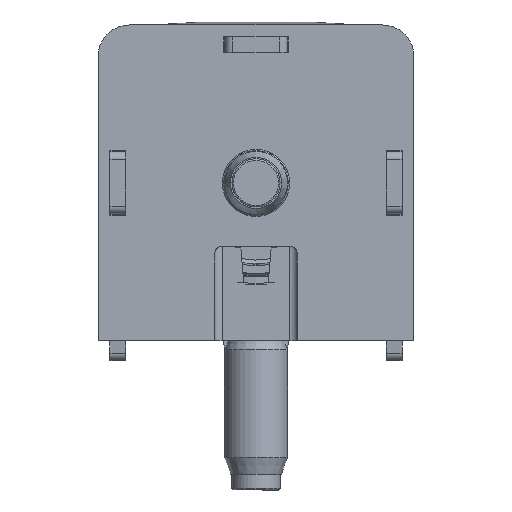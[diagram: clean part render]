
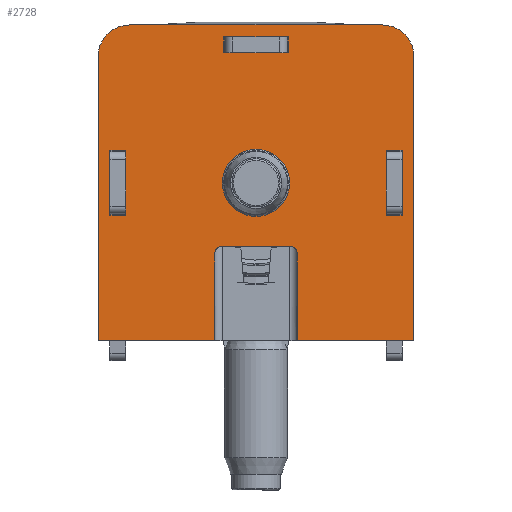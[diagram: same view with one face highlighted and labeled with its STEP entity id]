
A CAD part, left-side view. The second image highlights one B-rep face of the part: STEP entity #2728.
In plain terms, the highlighted planar face has unit normal (-1, 0, 0).
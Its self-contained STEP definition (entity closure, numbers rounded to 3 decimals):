
#13=LINE('',#4235,#167);
#14=LINE('',#4239,#168);
#15=LINE('',#4241,#169);
#16=LINE('',#4243,#170);
#17=LINE('',#4247,#171);
#18=LINE('',#4251,#172);
#19=LINE('',#4253,#173);
#20=LINE('',#4254,#174);
#21=LINE('',#4257,#175);
#22=LINE('',#4259,#176);
#23=LINE('',#4261,#177);
#24=LINE('',#4262,#178);
#25=LINE('',#4265,#179);
#26=LINE('',#4267,#180);
#27=LINE('',#4269,#181);
#28=LINE('',#4270,#182);
#29=LINE('',#4273,#183);
#30=LINE('',#4275,#184);
#31=LINE('',#4277,#185);
#32=LINE('',#4278,#186);
#167=VECTOR('',#3334,32.);
#168=VECTOR('',#3337,36.);
#169=VECTOR('',#3338,14.75);
#170=VECTOR('',#3339,11.);
#171=VECTOR('',#3342,8.5);
#172=VECTOR('',#3345,11.);
#173=VECTOR('',#3346,14.75);
#174=VECTOR('',#3347,36.);
#175=VECTOR('',#3348,8.2);
#176=VECTOR('',#3349,2.);
#177=VECTOR('',#3350,8.2);
#178=VECTOR('',#3351,2.);
#179=VECTOR('',#3352,8.2);
#180=VECTOR('',#3353,2.);
#181=VECTOR('',#3354,8.2);
#182=VECTOR('',#3355,2.);
#183=VECTOR('',#3356,8.2);
#184=VECTOR('',#3357,2.);
#185=VECTOR('',#3358,8.2);
#186=VECTOR('',#3359,2.);
#321=PLANE('',#2946);
#585=FACE_BOUND('',#853,.T.);
#586=FACE_BOUND('',#854,.T.);
#587=FACE_BOUND('',#855,.T.);
#588=FACE_BOUND('',#856,.T.);
#663=FACE_OUTER_BOUND('',#852,.T.);
#852=EDGE_LOOP('',(#1961,#1962,#1963,#1964,#1965,#1966,#1967,#1968,#1969,
#1970,#1971,#1972));
#853=EDGE_LOOP('',(#1973));
#854=EDGE_LOOP('',(#1974,#1975,#1976,#1977));
#855=EDGE_LOOP('',(#1978,#1979,#1980,#1981));
#856=EDGE_LOOP('',(#1982,#1983,#1984,#1985));
#1075=CIRCLE('',#2923,4.25);
#1088=CIRCLE('',#2947,4.);
#1089=CIRCLE('',#2948,4.);
#1090=CIRCLE('',#2949,1.);
#1091=CIRCLE('',#2950,1.);
#1233=VERTEX_POINT('',#4114);
#1253=VERTEX_POINT('',#4231);
#1254=VERTEX_POINT('',#4232);
#1255=VERTEX_POINT('',#4234);
#1256=VERTEX_POINT('',#4236);
#1257=VERTEX_POINT('',#4238);
#1258=VERTEX_POINT('',#4240);
#1259=VERTEX_POINT('',#4242);
#1260=VERTEX_POINT('',#4244);
#1261=VERTEX_POINT('',#4246);
#1262=VERTEX_POINT('',#4248);
#1263=VERTEX_POINT('',#4250);
#1264=VERTEX_POINT('',#4252);
#1265=VERTEX_POINT('',#4255);
#1266=VERTEX_POINT('',#4256);
#1267=VERTEX_POINT('',#4258);
#1268=VERTEX_POINT('',#4260);
#1269=VERTEX_POINT('',#4263);
#1270=VERTEX_POINT('',#4264);
#1271=VERTEX_POINT('',#4266);
#1272=VERTEX_POINT('',#4268);
#1273=VERTEX_POINT('',#4271);
#1274=VERTEX_POINT('',#4272);
#1275=VERTEX_POINT('',#4274);
#1276=VERTEX_POINT('',#4276);
#1513=EDGE_CURVE('',#1233,#1233,#1075,.T.);
#1539=EDGE_CURVE('',#1253,#1254,#1088,.T.);
#1540=EDGE_CURVE('',#1255,#1253,#13,.T.);
#1541=EDGE_CURVE('',#1256,#1255,#1089,.T.);
#1542=EDGE_CURVE('',#1257,#1256,#14,.T.);
#1543=EDGE_CURVE('',#1258,#1257,#15,.T.);
#1544=EDGE_CURVE('',#1259,#1258,#16,.T.);
#1545=EDGE_CURVE('',#1259,#1260,#1090,.T.);
#1546=EDGE_CURVE('',#1261,#1260,#17,.T.);
#1547=EDGE_CURVE('',#1261,#1262,#1091,.T.);
#1548=EDGE_CURVE('',#1263,#1262,#18,.T.);
#1549=EDGE_CURVE('',#1264,#1263,#19,.T.);
#1550=EDGE_CURVE('',#1254,#1264,#20,.T.);
#1551=EDGE_CURVE('',#1265,#1266,#21,.T.);
#1552=EDGE_CURVE('',#1267,#1265,#22,.T.);
#1553=EDGE_CURVE('',#1268,#1267,#23,.T.);
#1554=EDGE_CURVE('',#1266,#1268,#24,.T.);
#1555=EDGE_CURVE('',#1269,#1270,#25,.T.);
#1556=EDGE_CURVE('',#1271,#1269,#26,.T.);
#1557=EDGE_CURVE('',#1272,#1271,#27,.T.);
#1558=EDGE_CURVE('',#1270,#1272,#28,.T.);
#1559=EDGE_CURVE('',#1273,#1274,#29,.T.);
#1560=EDGE_CURVE('',#1275,#1273,#30,.T.);
#1561=EDGE_CURVE('',#1276,#1275,#31,.T.);
#1562=EDGE_CURVE('',#1274,#1276,#32,.T.);
#1961=ORIENTED_EDGE('',*,*,#1539,.F.);
#1962=ORIENTED_EDGE('',*,*,#1540,.F.);
#1963=ORIENTED_EDGE('',*,*,#1541,.F.);
#1964=ORIENTED_EDGE('',*,*,#1542,.F.);
#1965=ORIENTED_EDGE('',*,*,#1543,.F.);
#1966=ORIENTED_EDGE('',*,*,#1544,.F.);
#1967=ORIENTED_EDGE('',*,*,#1545,.T.);
#1968=ORIENTED_EDGE('',*,*,#1546,.F.);
#1969=ORIENTED_EDGE('',*,*,#1547,.T.);
#1970=ORIENTED_EDGE('',*,*,#1548,.F.);
#1971=ORIENTED_EDGE('',*,*,#1549,.F.);
#1972=ORIENTED_EDGE('',*,*,#1550,.F.);
#1973=ORIENTED_EDGE('',*,*,#1513,.F.);
#1974=ORIENTED_EDGE('',*,*,#1551,.F.);
#1975=ORIENTED_EDGE('',*,*,#1552,.F.);
#1976=ORIENTED_EDGE('',*,*,#1553,.F.);
#1977=ORIENTED_EDGE('',*,*,#1554,.F.);
#1978=ORIENTED_EDGE('',*,*,#1555,.F.);
#1979=ORIENTED_EDGE('',*,*,#1556,.F.);
#1980=ORIENTED_EDGE('',*,*,#1557,.F.);
#1981=ORIENTED_EDGE('',*,*,#1558,.F.);
#1982=ORIENTED_EDGE('',*,*,#1559,.F.);
#1983=ORIENTED_EDGE('',*,*,#1560,.F.);
#1984=ORIENTED_EDGE('',*,*,#1561,.F.);
#1985=ORIENTED_EDGE('',*,*,#1562,.F.);
#2728=ADVANCED_FACE('',(#663,#585,#586,#587,#588),#321,.F.);
#2923=AXIS2_PLACEMENT_3D('',#4115,#3284,#3285);
#2946=AXIS2_PLACEMENT_3D('',#4230,#3330,#3331);
#2947=AXIS2_PLACEMENT_3D('',#4233,#3332,#3333);
#2948=AXIS2_PLACEMENT_3D('',#4237,#3335,#3336);
#2949=AXIS2_PLACEMENT_3D('',#4245,#3340,#3341);
#2950=AXIS2_PLACEMENT_3D('',#4249,#3343,#3344);
#3284=DIRECTION('center_axis',(-1.,0.,0.));
#3285=DIRECTION('ref_axis',(0.,0.,1.));
#3330=DIRECTION('center_axis',(1.,0.,0.));
#3331=DIRECTION('ref_axis',(0.,0.,-1.));
#3332=DIRECTION('center_axis',(1.,0.,0.));
#3333=DIRECTION('ref_axis',(0.,0.,1.));
#3334=DIRECTION('',(0.,-1.,0.));
#3335=DIRECTION('center_axis',(1.,0.,0.));
#3336=DIRECTION('ref_axis',(0.,0.,-1.));
#3337=DIRECTION('',(0.,0.,1.));
#3338=DIRECTION('',(0.,1.,0.));
#3339=DIRECTION('',(0.,0.,-1.));
#3340=DIRECTION('center_axis',(1.,0.,0.));
#3341=DIRECTION('ref_axis',(0.,0.,1.));
#3342=DIRECTION('',(0.,1.,0.));
#3343=DIRECTION('center_axis',(1.,0.,0.));
#3344=DIRECTION('ref_axis',(0.,0.,-1.));
#3345=DIRECTION('',(0.,0.,1.));
#3346=DIRECTION('',(0.,1.,0.));
#3347=DIRECTION('',(0.,0.,-1.));
#3348=DIRECTION('',(0.,-1.,0.));
#3349=DIRECTION('',(0.,0.,-1.));
#3350=DIRECTION('',(0.,1.,0.));
#3351=DIRECTION('',(0.,0.,1.));
#3352=DIRECTION('',(0.,0.,-1.));
#3353=DIRECTION('',(0.,1.,0.));
#3354=DIRECTION('',(0.,0.,1.));
#3355=DIRECTION('',(0.,-1.,0.));
#3356=DIRECTION('',(0.,0.,1.));
#3357=DIRECTION('',(0.,-1.,0.));
#3358=DIRECTION('',(0.,0.,-1.));
#3359=DIRECTION('',(0.,1.,0.));
#4114=CARTESIAN_POINT('',(-20.,0.,4.25));
#4115=CARTESIAN_POINT('Origin',(-20.,0.,0.));
#4230=CARTESIAN_POINT('Origin',(-20.,20.,20.));
#4231=CARTESIAN_POINT('',(-20.,-16.,20.));
#4232=CARTESIAN_POINT('',(-20.,-20.,16.));
#4233=CARTESIAN_POINT('Origin',(-20.,-16.,16.));
#4234=CARTESIAN_POINT('',(-20.,16.,20.));
#4235=CARTESIAN_POINT('',(-20.,20.,20.));
#4236=CARTESIAN_POINT('',(-20.,20.,16.));
#4237=CARTESIAN_POINT('Origin',(-20.,16.,16.));
#4238=CARTESIAN_POINT('',(-20.,20.,-20.));
#4239=CARTESIAN_POINT('',(-20.,20.,20.));
#4240=CARTESIAN_POINT('',(-20.,5.25,-20.));
#4241=CARTESIAN_POINT('',(-20.,20.,-20.));
#4242=CARTESIAN_POINT('',(-20.,5.25,-9.));
#4243=CARTESIAN_POINT('',(-20.,5.25,20.));
#4244=CARTESIAN_POINT('',(-20.,4.25,-8.));
#4245=CARTESIAN_POINT('Origin',(-20.,4.25,-9.));
#4246=CARTESIAN_POINT('',(-20.,-4.25,-8.));
#4247=CARTESIAN_POINT('',(-20.,20.,-8.));
#4248=CARTESIAN_POINT('',(-20.,-5.25,-9.));
#4249=CARTESIAN_POINT('Origin',(-20.,-4.25,-9.));
#4250=CARTESIAN_POINT('',(-20.,-5.25,-20.));
#4251=CARTESIAN_POINT('',(-20.,-5.25,20.));
#4252=CARTESIAN_POINT('',(-20.,-20.,-20.));
#4253=CARTESIAN_POINT('',(-20.,20.,-20.));
#4254=CARTESIAN_POINT('',(-20.,-20.,20.));
#4255=CARTESIAN_POINT('',(-20.,4.1,16.5));
#4256=CARTESIAN_POINT('',(-20.,-4.1,16.5));
#4257=CARTESIAN_POINT('',(-20.,20.,16.5));
#4258=CARTESIAN_POINT('',(-20.,4.1,18.5));
#4259=CARTESIAN_POINT('',(-20.,4.1,20.));
#4260=CARTESIAN_POINT('',(-20.,-4.1,18.5));
#4261=CARTESIAN_POINT('',(-20.,20.,18.5));
#4262=CARTESIAN_POINT('',(-20.,-4.1,20.));
#4263=CARTESIAN_POINT('',(-20.,-16.5,4.1));
#4264=CARTESIAN_POINT('',(-20.,-16.5,-4.1));
#4265=CARTESIAN_POINT('',(-20.,-16.5,20.));
#4266=CARTESIAN_POINT('',(-20.,-18.5,4.1));
#4267=CARTESIAN_POINT('',(-20.,20.,4.1));
#4268=CARTESIAN_POINT('',(-20.,-18.5,-4.1));
#4269=CARTESIAN_POINT('',(-20.,-18.5,20.));
#4270=CARTESIAN_POINT('',(-20.,20.,-4.1));
#4271=CARTESIAN_POINT('',(-20.,16.5,-4.1));
#4272=CARTESIAN_POINT('',(-20.,16.5,4.1));
#4273=CARTESIAN_POINT('',(-20.,16.5,20.));
#4274=CARTESIAN_POINT('',(-20.,18.5,-4.1));
#4275=CARTESIAN_POINT('',(-20.,20.,-4.1));
#4276=CARTESIAN_POINT('',(-20.,18.5,4.1));
#4277=CARTESIAN_POINT('',(-20.,18.5,20.));
#4278=CARTESIAN_POINT('',(-20.,20.,4.1));
